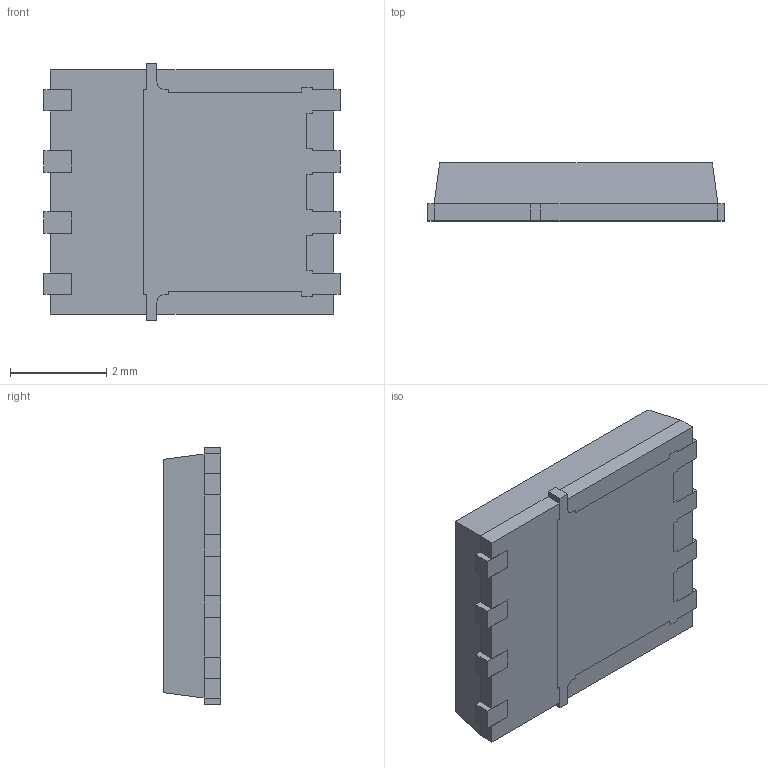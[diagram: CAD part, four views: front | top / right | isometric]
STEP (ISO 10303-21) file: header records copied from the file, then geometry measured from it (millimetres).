
FILE_DESCRIPTION (( 'STEP AP214' ), '1' );
FILE_NAME ('BSC0702LS.STEP', '2025-01-17T22:02:21', ( '' ), ( '' ), 'SwSTEP 2.0', 'SolidWorks 2021', '' );
FILE_SCHEMA (( 'AUTOMOTIVE_DESIGN' ));
Length unit declared in the file: millimetre
Products named in the file (1): BSC0702LS
Bounding box: 6.16 x 1.2 x 5.33 mm (x, y, z)
Volume: 35.1 mm3; surface area: 135.8 mm2
Topology: 7 solids, 7 shells, 169 faces, 438 edges, 284 vertices
Faces by surface type: plane 161, cylinder 8
Entity records: 5124 total; most frequent: CARTESIAN_POINT 892, ORIENTED_EDGE 876, DIRECTION 794, EDGE_CURVE 438, LINE 422, VECTOR 422, VERTEX_POINT 284, AXIS2_PLACEMENT_3D 186
